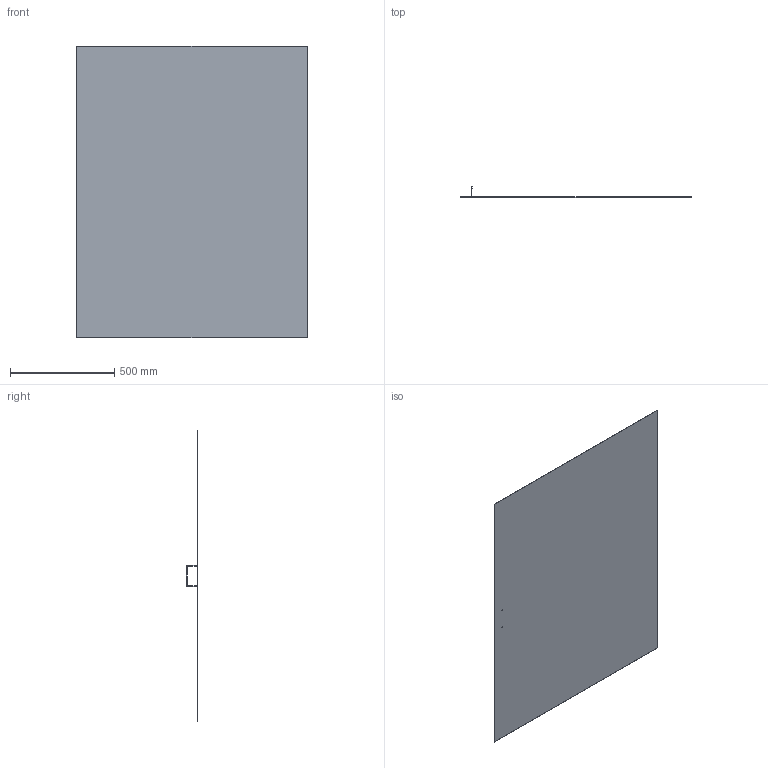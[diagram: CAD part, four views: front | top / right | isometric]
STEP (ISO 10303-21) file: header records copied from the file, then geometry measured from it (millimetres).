
FILE_DESCRIPTION(('FreeCAD Model'),'2;1');
FILE_NAME( 'porte.step', '2016-10-27T15:58:19',('Author'),(''), 'Open CASCADE STEP processor 6.8','FreeCAD','Unknown');
FILE_SCHEMA(('AUTOMOTIVE_DESIGN_CC2 { 1 2 10303 214 -1 1 5 4 }'));
Length unit declared in the file: millimetre
Products named in the file (3): ASSEMBLY; porte; poignee
Assembly tree (2 placements, depth 2):
  ASSEMBLY
    porte
    poignee
Bounding box: 1105 x 55.49 x 1395 mm (x, y, z)
Volume: 4624425 mm3; surface area: 3100956.8 mm2
Topology: 1 solids, 2 shells, 11 faces, 23 edges, 14 vertices
Faces by surface type: plane 6, cylinder 3, torus 2
Full cylindrical faces by diameter (mm): 5 x3
Entity records: 638 total; most frequent: CARTESIAN_POINT 104, DIRECTION 94, LINE 50, VECTOR 50, ORIENTED_EDGE 44, PCURVE 44, DEFINITIONAL_REPRESENTATION 44, EDGE_CURVE 23
